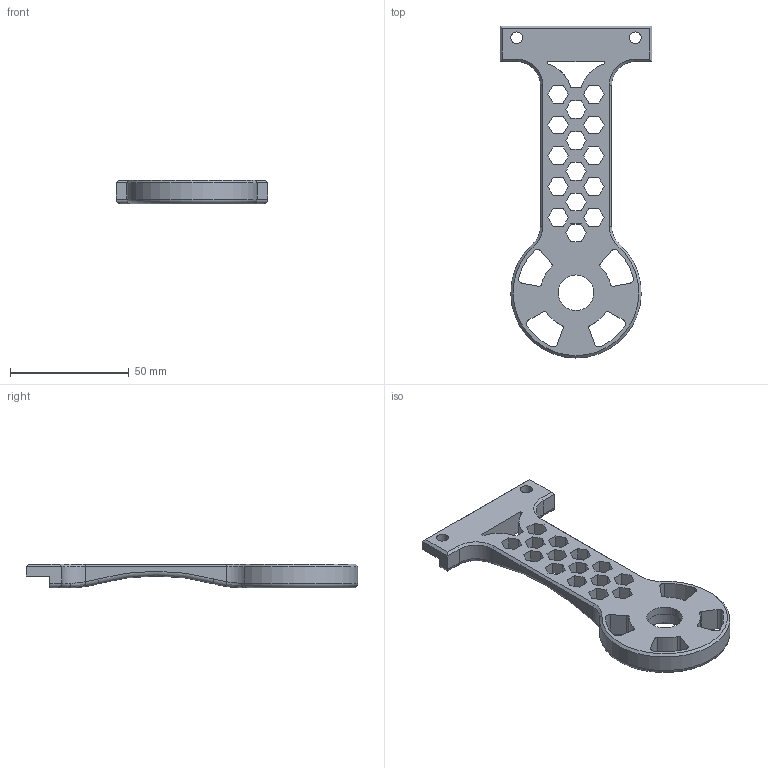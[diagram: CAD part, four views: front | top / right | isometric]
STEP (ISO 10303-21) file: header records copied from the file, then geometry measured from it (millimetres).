
FILE_DESCRIPTION(/* description */ (''),/* implementation_level */ '2;1');
FILE_NAME(/* name */ 'Vez2_lite.stp',/* time_stamp */ '2021-10-28T09:52:28+02:00',/* author */ ('Teo'),/* organization */ (''),/* preprocessor_version */ 'ST-DEVELOPER v18.1',/* originating_system */ 'Autodesk Inventor 2022',/* authorisation */ '');
FILE_SCHEMA (('AUTOMOTIVE_DESIGN { 1 0 10303 214 3 1 1 }'));
Length unit declared in the file: millimetre
Products named in the file (1): Vez2_lite
Bounding box: 64 x 140 x 10 mm (x, y, z)
Volume: 30981.4 mm3; surface area: 16629.7 mm2
Topology: 1 solids, 1 shells, 185 faces, 531 edges, 344 vertices
Faces by surface type: plane 122, cylinder 42, torus 11, cone 6, bspline 4
Full cylindrical faces by diameter (mm): 5 x2, 15 x1, 19 x1
Entity records: 6314 total; most frequent: CARTESIAN_POINT 1207, DIRECTION 1067, ORIENTED_EDGE 1062, EDGE_CURVE 531, AXIS2_PLACEMENT_3D 364, VERTEX_POINT 344, LINE 339, VECTOR 339
